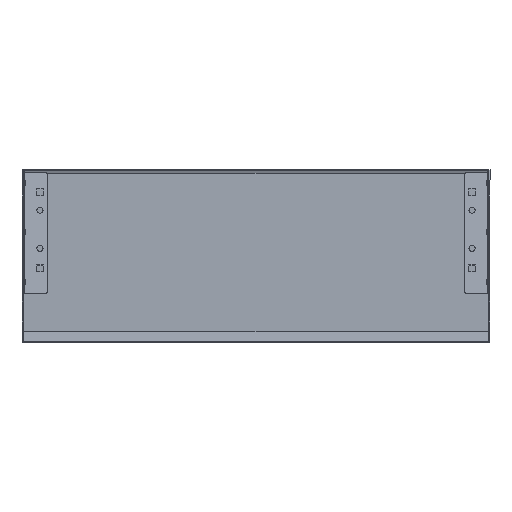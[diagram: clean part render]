
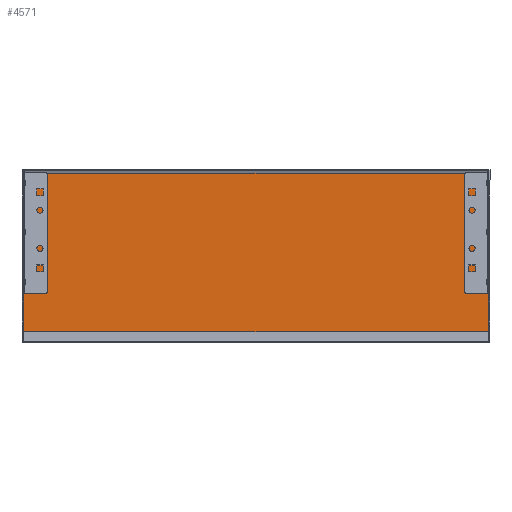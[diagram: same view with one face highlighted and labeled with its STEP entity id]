
A CAD part, front view. The second image highlights one B-rep face of the part: STEP entity #4571.
In plain terms, the highlighted planar face has unit normal (0, -1, 0).
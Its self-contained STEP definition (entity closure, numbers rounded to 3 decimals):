
#772 = LINE ( 'NONE', #3805, #830 ) ;
#830 = VECTOR ( 'NONE', #8973, 1000. ) ;
#1844 = CARTESIAN_POINT ( 'NONE',  ( -303.5, -1.5, -106.238 ) ) ;
#2017 = DIRECTION ( 'NONE',  ( 0., 0., 1. ) ) ;
#2032 = DIRECTION ( 'NONE',  ( 0., 1., 0. ) ) ;
#2055 = CARTESIAN_POINT ( 'NONE',  ( 0., -1.5, 0. ) ) ;
#2070 = PLANE ( 'NONE',  #4105 ) ;
#2232 = CARTESIAN_POINT ( 'NONE',  ( 303.5, -1.5, -103.456 ) ) ;
#2448 = VECTOR ( 'NONE', #6445, 1000. ) ;
#2473 = LINE ( 'NONE', #5690, #2448 ) ;
#2497 = ORIENTED_EDGE ( 'NONE', *, *, #7928, .F. ) ;
#2764 = CARTESIAN_POINT ( 'NONE',  ( 303.5, -1.5, 103.328 ) ) ;
#3805 = CARTESIAN_POINT ( 'NONE',  ( 303.5, -1.5, -103.456 ) ) ;
#4105 = AXIS2_PLACEMENT_3D ( 'NONE', #2055, #2032, #2017 ) ;
#4571 = ADVANCED_FACE ( 'NONE', ( #4585 ), #2070, .F. ) ;
#4585 = FACE_OUTER_BOUND ( 'NONE', #5028, .T. ) ;
#4732 = ORIENTED_EDGE ( 'NONE', *, *, #7076, .F. ) ;
#5028 = EDGE_LOOP ( 'NONE', ( #8241, #9680, #4732, #2497 ) ) ;
#5522 = VERTEX_POINT ( 'NONE', #8099 ) ;
#5590 = VECTOR ( 'NONE', #7210, 1000. ) ;
#5679 = LINE ( 'NONE', #6510, #5590 ) ;
#5690 = CARTESIAN_POINT ( 'NONE',  ( -303.5, -1.5, 103.328 ) ) ;
#5884 = DIRECTION ( 'NONE',  ( 0., 0., 1. ) ) ;
#6155 = VERTEX_POINT ( 'NONE', #2764 ) ;
#6372 = VERTEX_POINT ( 'NONE', #2232 ) ;
#6445 = DIRECTION ( 'NONE',  ( 1., 0., 0. ) ) ;
#6510 = CARTESIAN_POINT ( 'NONE',  ( 303.5, -1.5, 105.837 ) ) ;
#7076 = EDGE_CURVE ( 'NONE', #9857, #6155, #2473, .T. ) ;
#7210 = DIRECTION ( 'NONE',  ( 0., 0., -1. ) ) ;
#7650 = EDGE_CURVE ( 'NONE', #6372, #5522, #772, .T. ) ;
#7928 = EDGE_CURVE ( 'NONE', #5522, #9857, #9810, .T. ) ;
#8099 = CARTESIAN_POINT ( 'NONE',  ( -303.5, -1.5, -103.456 ) ) ;
#8241 = ORIENTED_EDGE ( 'NONE', *, *, #7650, .F. ) ;
#8973 = DIRECTION ( 'NONE',  ( -1., 0., 0. ) ) ;
#9249 = EDGE_CURVE ( 'NONE', #6155, #6372, #5679, .T. ) ;
#9680 = ORIENTED_EDGE ( 'NONE', *, *, #9249, .F. ) ;
#9803 = VECTOR ( 'NONE', #5884, 1000. ) ;
#9810 = LINE ( 'NONE', #1844, #9803 ) ;
#9857 = VERTEX_POINT ( 'NONE', #9859 ) ;
#9859 = CARTESIAN_POINT ( 'NONE',  ( -303.5, -1.5, 103.328 ) ) ;
